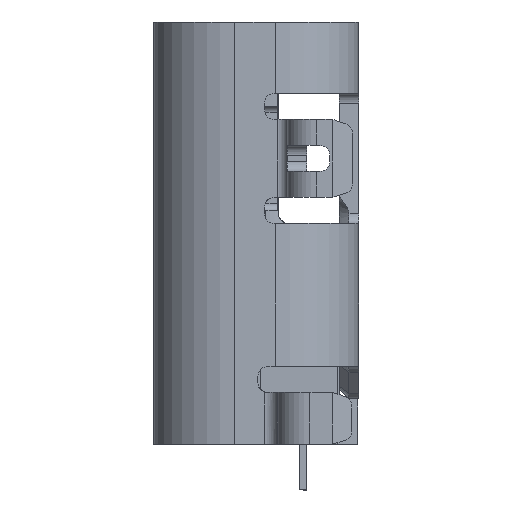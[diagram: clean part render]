
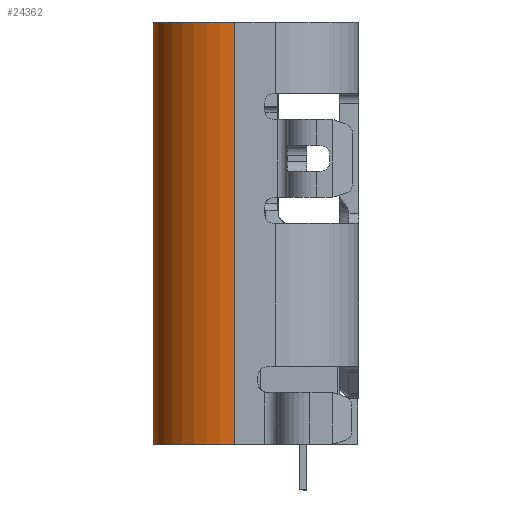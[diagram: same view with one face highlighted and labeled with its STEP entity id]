
A CAD part, left-side view. The second image highlights one B-rep face of the part: STEP entity #24362.
In plain terms, the highlighted cylindrical face has radius 1.25 mm (diameter 2.5 mm), a partial arc.
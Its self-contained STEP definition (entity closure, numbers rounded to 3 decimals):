
#832 = EDGE_CURVE ( 'NONE', #26969, #23937, #21332, .T. ) ;
#3067 = DIRECTION ( 'NONE',  ( 0., 0., 1. ) ) ;
#4259 = AXIS2_PLACEMENT_3D ( 'NONE', #27535, #3067, #9877 ) ;
#4310 = EDGE_LOOP ( 'NONE', ( #4736, #4633, #5204, #22279 ) ) ;
#4423 = DIRECTION ( 'NONE',  ( 0., 0., 1. ) ) ;
#4633 = ORIENTED_EDGE ( 'NONE', *, *, #20951, .T. ) ;
#4659 = VERTEX_POINT ( 'NONE', #24755 ) ;
#4736 = ORIENTED_EDGE ( 'NONE', *, *, #5821, .T. ) ;
#5204 = ORIENTED_EDGE ( 'NONE', *, *, #10064, .T. ) ;
#5821 = EDGE_CURVE ( 'NONE', #23937, #4659, #13803, .T. ) ;
#8774 = CARTESIAN_POINT ( 'NONE',  ( -3.22, 0.33, -6.5 ) ) ;
#9282 = CARTESIAN_POINT ( 'NONE',  ( -3.22, 1.58, 0. ) ) ;
#9877 = DIRECTION ( 'NONE',  ( 1., 0., 0. ) ) ;
#10064 = EDGE_CURVE ( 'NONE', #19889, #26969, #27921, .T. ) ;
#10115 = DIRECTION ( 'NONE',  ( 0., 0., 1. ) ) ;
#11299 = VECTOR ( 'NONE', #16741, 1000. ) ;
#13256 = DIRECTION ( 'NONE',  ( 1., 0., 0. ) ) ;
#13666 = CARTESIAN_POINT ( 'NONE',  ( -3.22, 0.33, 0. ) ) ;
#13803 = CIRCLE ( 'NONE', #23970, 1.25 ) ;
#14366 = FACE_OUTER_BOUND ( 'NONE', #4310, .T. ) ;
#14459 = LINE ( 'NONE', #23275, #28650 ) ;
#16741 = DIRECTION ( 'NONE',  ( 0., 0., -1. ) ) ;
#17012 = CARTESIAN_POINT ( 'NONE',  ( -3.22, 1.58, -6.5 ) ) ;
#18250 = AXIS2_PLACEMENT_3D ( 'NONE', #13666, #22489, #18331 ) ;
#18331 = DIRECTION ( 'NONE',  ( 1., 0., 0. ) ) ;
#18912 = CARTESIAN_POINT ( 'NONE',  ( -3.22, 1.58, -6.5 ) ) ;
#19889 = VERTEX_POINT ( 'NONE', #21979 ) ;
#20951 = EDGE_CURVE ( 'NONE', #4659, #19889, #14459, .T. ) ;
#21332 = LINE ( 'NONE', #18912, #11299 ) ;
#21979 = CARTESIAN_POINT ( 'NONE',  ( -4.47, 0.33, 0. ) ) ;
#22279 = ORIENTED_EDGE ( 'NONE', *, *, #832, .T. ) ;
#22489 = DIRECTION ( 'NONE',  ( 0., 0., -1. ) ) ;
#23275 = CARTESIAN_POINT ( 'NONE',  ( -4.47, 0.33, -6.5 ) ) ;
#23325 = CYLINDRICAL_SURFACE ( 'NONE', #4259, 1.25 ) ;
#23937 = VERTEX_POINT ( 'NONE', #17012 ) ;
#23970 = AXIS2_PLACEMENT_3D ( 'NONE', #8774, #4423, #13256 ) ;
#24362 = ADVANCED_FACE ( 'NONE', ( #14366 ), #23325, .T. ) ;
#24755 = CARTESIAN_POINT ( 'NONE',  ( -4.47, 0.33, -6.5 ) ) ;
#26969 = VERTEX_POINT ( 'NONE', #9282 ) ;
#27535 = CARTESIAN_POINT ( 'NONE',  ( -3.22, 0.33, -6.5 ) ) ;
#27921 = CIRCLE ( 'NONE', #18250, 1.25 ) ;
#28650 = VECTOR ( 'NONE', #10115, 1000. ) ;
